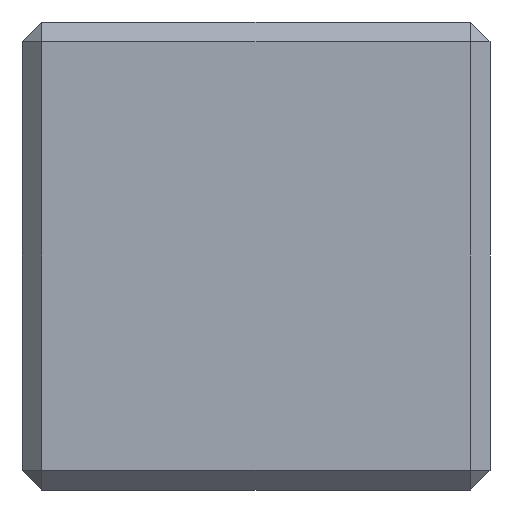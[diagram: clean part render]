
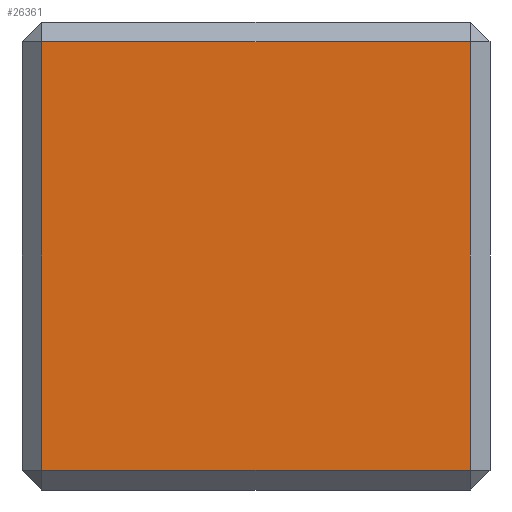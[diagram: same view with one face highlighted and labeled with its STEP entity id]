
A CAD part, left-side view. The second image highlights one B-rep face of the part: STEP entity #26361.
In plain terms, the highlighted planar face has unit normal (-1, 0, 0).
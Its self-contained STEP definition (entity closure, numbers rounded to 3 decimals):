
#21288=DIRECTION('',(0.,0.,-1.));
#21289=VECTOR('',#21288,27.432);
#21290=CARTESIAN_POINT('',(-14.986,-14.351,13.716));
#21291=LINE('',#21290,#21289);
#21392=DIRECTION('',(0.,0.,1.));
#21393=VECTOR('',#21392,27.432);
#21394=CARTESIAN_POINT('',(-14.986,13.081,-13.716));
#21395=LINE('',#21394,#21393);
#21408=DIRECTION('',(0.,-1.,0.));
#21409=VECTOR('',#21408,27.432);
#21410=CARTESIAN_POINT('',(-14.986,13.081,13.716));
#21411=LINE('',#21410,#21409);
#25601=DIRECTION('',(0.,1.,0.));
#25602=VECTOR('',#25601,27.432);
#25603=CARTESIAN_POINT('',(-14.986,-14.351,-13.716));
#25604=LINE('',#25603,#25602);
#25706=CARTESIAN_POINT('',(-14.986,13.081,13.716));
#25707=VERTEX_POINT('',#25706);
#25785=CARTESIAN_POINT('',(-14.986,-14.351,13.716));
#25787=VERTEX_POINT('',#25785);
#25798=CARTESIAN_POINT('',(-14.986,13.081,-13.716));
#25799=VERTEX_POINT('',#25798);
#25829=CARTESIAN_POINT('',(-14.986,-14.351,-13.716));
#25830=VERTEX_POINT('',#25829);
#26348=CARTESIAN_POINT('',(-14.986,-14.351,14.986));
#26349=DIRECTION('',(-1.,0.,0.));
#26350=DIRECTION('',(0.,0.,1.));
#26351=AXIS2_PLACEMENT_3D('',#26348,#26349,#26350);
#26352=PLANE('',#26351);
#26353=ORIENTED_EDGE('',*,*,#26340,.T.);
#26355=ORIENTED_EDGE('',*,*,#26354,.T.);
#26356=ORIENTED_EDGE('',*,*,#26191,.T.);
#26358=ORIENTED_EDGE('',*,*,#26357,.T.);
#26359=EDGE_LOOP('',(#26353,#26355,#26356,#26358));
#26360=FACE_OUTER_BOUND('',#26359,.F.);
#26361=ADVANCED_FACE('',(#26360),#26352,.T.);
#26191=EDGE_CURVE('',#25787,#25830,#21291,.T.);
#26340=EDGE_CURVE('',#25799,#25707,#21395,.T.);
#26354=EDGE_CURVE('',#25707,#25787,#21411,.T.);
#26357=EDGE_CURVE('',#25830,#25799,#25604,.T.);
